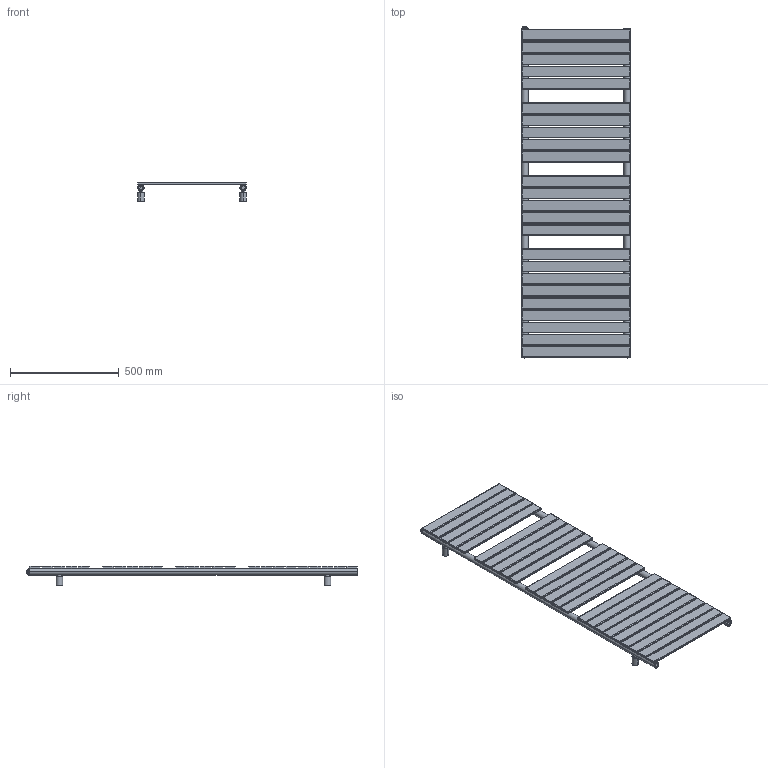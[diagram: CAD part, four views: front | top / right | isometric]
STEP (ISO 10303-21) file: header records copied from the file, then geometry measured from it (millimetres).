
FILE_DESCRIPTION((''),'2;1');
FILE_NAME('3551426100212_3D_SITO_ASM','2023-12-04T09:47:23',('PC132'),(''),'CREO PARAMETRIC BY PTC INC, 2023092','CREO PARAMETRIC BY PTC INC, 2023092','');
FILE_SCHEMA(('AUTOMOTIVE_DESIGN { 1 0 10303 214 1 1 1 1 }'));
Length unit declared in the file: millimetre
Products named in the file (3): 2551420500112_3D_SITO; 1041001240002; 3551426100212_3D_SITO_ASM
Assembly tree (2 placements, depth 2):
  3551426100212_3D_SITO_ASM
    2551420500112_3D_SITO
    1041001240002
Bounding box: 500 x 1525 x 88 mm (x, y, z)
Volume: 7794442.5 mm3; surface area: 1813123.5 mm2
Topology: 27 solids, 28 shells, 814 faces, 1761 edges, 1014 vertices
Faces by surface type: cylinder 350, bspline 202, plane 192, torus 58, cone 8, sphere 4
Entity records: 35431 total; most frequent: CARTESIAN_POINT 8385, DIRECTION 4163, ORIENTED_EDGE 3522, PRESENTATION_STYLE_ASSIGNMENT 1981, STYLED_ITEM 1912, CURVE_STYLE 1885, EDGE_CURVE 1761, AXIS2_PLACEMENT_3D 1667
